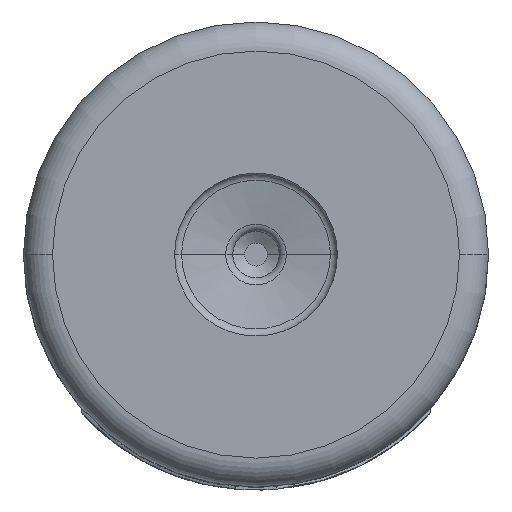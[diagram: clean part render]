
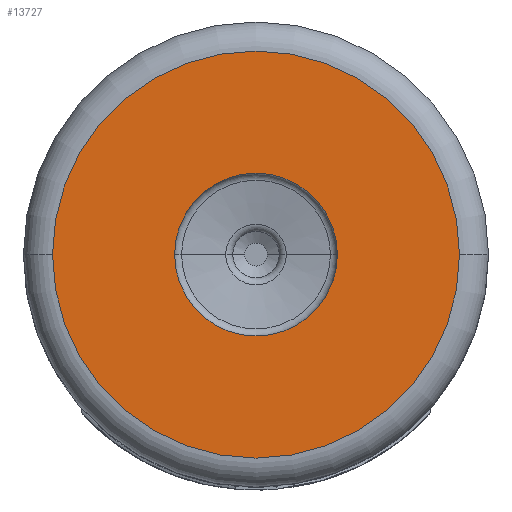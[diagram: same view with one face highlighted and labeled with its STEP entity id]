
A CAD part, front view. The second image highlights one B-rep face of the part: STEP entity #13727.
In plain terms, the highlighted planar face has unit normal (0, -1, 0).
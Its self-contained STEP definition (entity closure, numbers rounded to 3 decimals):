
#1906=CARTESIAN_POINT('',(0.,-4.,0.));
#1907=DIRECTION('',(0.,-1.,0.));
#1908=DIRECTION('',(1.,0.,0.));
#1909=AXIS2_PLACEMENT_3D('',#1906,#1907,#1908);
#1921=CARTESIAN_POINT('',(0.,-4.,0.));
#1922=DIRECTION('',(0.,-1.,0.));
#1923=DIRECTION('',(-1.,0.,0.));
#1924=AXIS2_PLACEMENT_3D('',#1921,#1922,#1923);
#1926=CARTESIAN_POINT('',(0.,-4.,0.));
#1927=DIRECTION('',(0.,-1.,0.));
#1928=DIRECTION('',(1.,0.,0.));
#1929=AXIS2_PLACEMENT_3D('',#1926,#1927,#1928);
#1931=CARTESIAN_POINT('',(0.,-4.,0.));
#1932=DIRECTION('',(0.,-1.,0.));
#1933=DIRECTION('',(-1.,0.,0.));
#1934=AXIS2_PLACEMENT_3D('',#1931,#1932,#1933);
#11687=CARTESIAN_POINT('',(-1.4,-4.,0.));
#11688=CARTESIAN_POINT('',(1.4,-4.,0.));
#11689=VERTEX_POINT('',#11687);
#11690=VERTEX_POINT('',#11688);
#11691=CARTESIAN_POINT('',(3.5,-4.,0.));
#11692=CARTESIAN_POINT('',(-3.5,-4.,0.));
#11693=VERTEX_POINT('',#11691);
#11694=VERTEX_POINT('',#11692);
#13711=CARTESIAN_POINT('',(0.,-4.,0.));
#13712=DIRECTION('',(0.,1.,0.));
#13713=DIRECTION('',(1.,0.,0.));
#13714=AXIS2_PLACEMENT_3D('',#13711,#13712,#13713);
#13715=PLANE('',#13714);
#13716=ORIENTED_EDGE('',*,*,#13701,.F.);
#13718=ORIENTED_EDGE('',*,*,#13717,.F.);
#13719=EDGE_LOOP('',(#13716,#13718));
#13720=FACE_OUTER_BOUND('',#13719,.F.);
#13722=ORIENTED_EDGE('',*,*,#13721,.T.);
#13724=ORIENTED_EDGE('',*,*,#13723,.T.);
#13725=EDGE_LOOP('',(#13722,#13724));
#13726=FACE_BOUND('',#13725,.F.);
#13727=ADVANCED_FACE('',(#13720,#13726),#13715,.F.);
#1910=CIRCLE('',#1909,3.5);
#1925=CIRCLE('',#1924,1.4);
#1930=CIRCLE('',#1929,1.4);
#1935=CIRCLE('',#1934,3.5);
#13701=EDGE_CURVE('',#11693,#11694,#1910,.T.);
#13717=EDGE_CURVE('',#11694,#11693,#1935,.T.);
#13721=EDGE_CURVE('',#11689,#11690,#1925,.T.);
#13723=EDGE_CURVE('',#11690,#11689,#1930,.T.);
